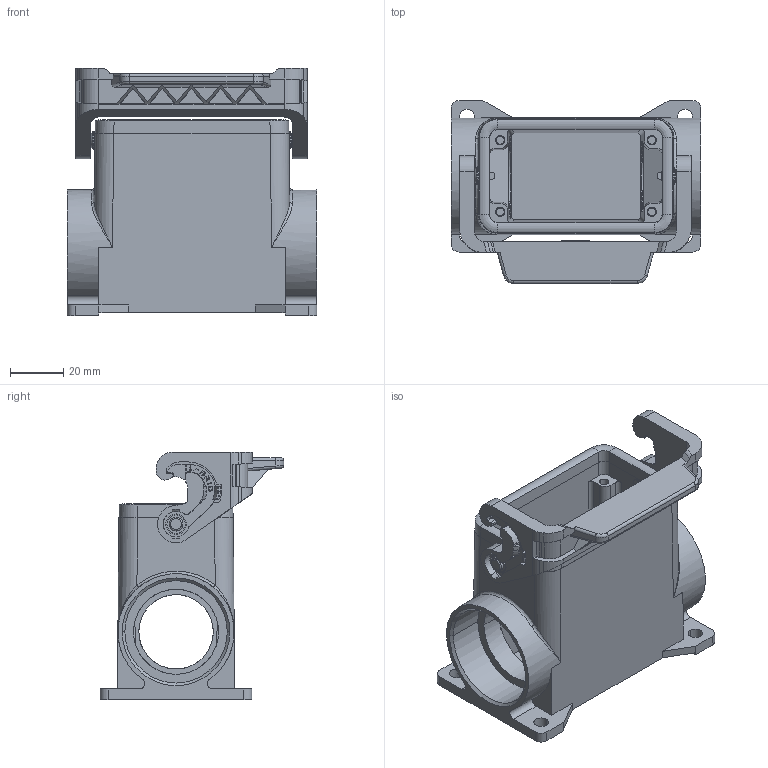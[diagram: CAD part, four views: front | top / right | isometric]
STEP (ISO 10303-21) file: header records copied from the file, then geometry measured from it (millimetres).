
FILE_DESCRIPTION(('Creo Elements/Direct Modeling STEP Export'),'2;1');
FILE_NAME('37jbk2e5pl6psm74548','2023-03-10T13:39:37',(''),(''),'Creo Elements/Direct Modeling STEP processor for AP214 (Solid Model)','Creo Elements/Direct Modeling 20.1B 02-Apr-2019 (C) Parametric Technology GmbH','');
FILE_SCHEMA(('AUTOMOTIVE_DESIGN { 1 0 10303 214 1 1 1 1 }'));
Length unit declared in the file: millimetre
Products named in the file (3): MLAP 10 L232; MLAP 10 L240
Assembly tree (2 placements, depth 3):
  MLAP 10 L240
    MLAP 10 L232
      MLAP 10 L232
Bounding box: 94 x 69 x 93 mm (x, y, z)
Volume: 101180.5 mm3; surface area: 54906.4 mm2
Topology: 1 solids, 1 shells, 1009 faces, 2742 edges, 1782 vertices
Faces by surface type: plane 623, cylinder 290, torus 46, cone 34, bspline 16
Entity records: 44106 total; most frequent: CARTESIAN_POINT 10963, ORIENTED_EDGE 5476, DIRECTION 4941, EDGE_CURVE 2738, VECTOR 1901, LINE 1901, VERTEX_POINT 1782, AXIS2_PLACEMENT_3D 1520
